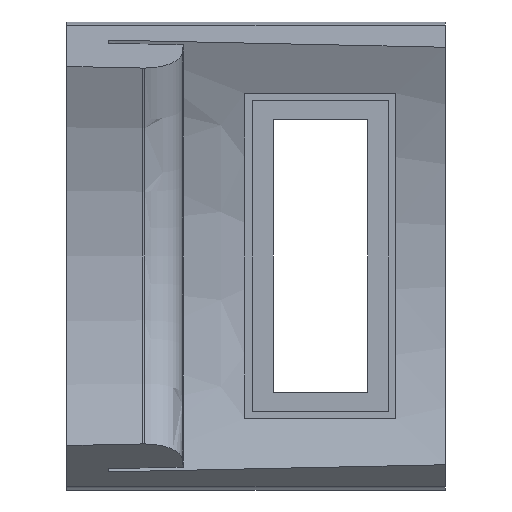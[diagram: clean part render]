
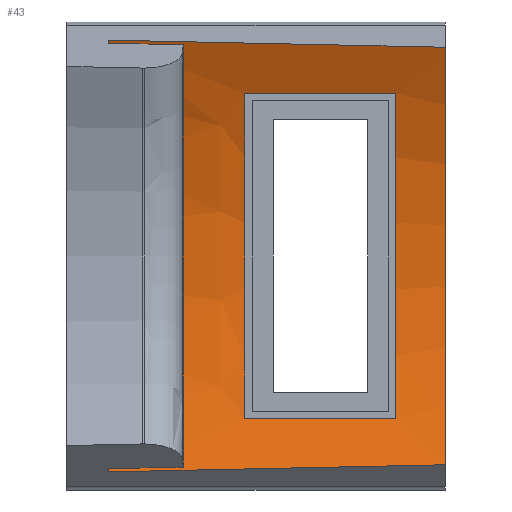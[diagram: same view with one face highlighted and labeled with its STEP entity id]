
A CAD part, left-side view. The second image highlights one B-rep face of the part: STEP entity #43.
In plain terms, the highlighted conical face has half-angle 2.862 degrees and reference radius 135.05 mm.
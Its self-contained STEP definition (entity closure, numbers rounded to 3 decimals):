
#5 = CARTESIAN_POINT ( 'NONE',  ( 125.417, -48.333, -43. ) ) ;
#33 = DIRECTION ( 'NONE',  ( 0., 0., -1. ) ) ;
#43 = ADVANCED_FACE ( 'NONE', ( #1230, #788 ), #986, .F. ) ;
#71 = CARTESIAN_POINT ( 'NONE',  ( 118.364, -88., -55.194 ) ) ;
#92 = EDGE_CURVE ( 'NONE', #839, #750, #271, .T. ) ;
#110 = B_SPLINE_CURVE_WITH_KNOTS ( 'NONE', 3,
 ( #1060, #1401, #592, #746 ),
 .UNSPECIFIED., .F., .F.,
 ( 4, 4 ),
 ( 0.043, 0.083 ),
 .UNSPECIFIED. ) ;
#124 = CARTESIAN_POINT ( 'NONE',  ( 126.121, -35., -43. ) ) ;
#146 = CARTESIAN_POINT ( 'NONE',  ( 118.364, -88., 55.194 ) ) ;
#173 = AXIS2_PLACEMENT_3D ( 'NONE', #1260, #248, #256 ) ;
#220 = CIRCLE ( 'NONE', #1404, 133.25 ) ;
#227 = AXIS2_PLACEMENT_3D ( 'NONE', #1240, #1344, #904 ) ;
#238 = EDGE_CURVE ( 'NONE', #505, #1282, #808, .T. ) ;
#248 = DIRECTION ( 'NONE',  ( 0., -1., 0. ) ) ;
#256 = DIRECTION ( 'NONE',  ( 0., 0., -1. ) ) ;
#271 = B_SPLINE_CURVE_WITH_KNOTS ( 'NONE', 3,
 ( #892, #1009, #5, #124 ),
 .UNSPECIFIED., .F., .F.,
 ( 4, 4 ),
 ( 0.043, 0.083 ),
 .UNSPECIFIED. ) ;
#303 = VERTEX_POINT ( 'NONE', #648 ) ;
#317 = VERTEX_POINT ( 'NONE', #1323 ) ;
#389 = DIRECTION ( 'NONE',  ( -0.045, -0.999, 0.021 ) ) ;
#469 = CIRCLE ( 'NONE', #1293, 135.05 ) ;
#503 = CARTESIAN_POINT ( 'NONE',  ( 0., 1., 0. ) ) ;
#505 = VERTEX_POINT ( 'NONE', #1149 ) ;
#592 = CARTESIAN_POINT ( 'NONE',  ( 124.712, -61.667, 43. ) ) ;
#617 = ORIENTED_EDGE ( 'NONE', *, *, #812, .F. ) ;
#648 = CARTESIAN_POINT ( 'NONE',  ( 122.397, 1., -57.075 ) ) ;
#661 = DIRECTION ( 'NONE',  ( 0., 0., 1. ) ) ;
#700 = EDGE_CURVE ( 'NONE', #317, #1282, #1386, .T. ) ;
#722 = CARTESIAN_POINT ( 'NONE',  ( 124.006, -75., -43. ) ) ;
#741 = VECTOR ( 'NONE', #1153, 1000. ) ;
#743 = ORIENTED_EDGE ( 'NONE', *, *, #238, .T. ) ;
#746 = CARTESIAN_POINT ( 'NONE',  ( 124.006, -75., 43. ) ) ;
#750 = VERTEX_POINT ( 'NONE', #846 ) ;
#761 = EDGE_LOOP ( 'NONE', ( #617, #1135, #743, #996 ) ) ;
#772 = ORIENTED_EDGE ( 'NONE', *, *, #785, .T. ) ;
#785 = EDGE_CURVE ( 'NONE', #1041, #866, #110, .T. ) ;
#788 = FACE_BOUND ( 'NONE', #1066, .T. ) ;
#792 = EDGE_CURVE ( 'NONE', #303, #505, #1258, .T. ) ;
#808 = CIRCLE ( 'NONE', #173, 130.6 ) ;
#812 = EDGE_CURVE ( 'NONE', #303, #317, #469, .T. ) ;
#824 = EDGE_CURVE ( 'NONE', #750, #1041, #220, .T. ) ;
#839 = VERTEX_POINT ( 'NONE', #722 ) ;
#846 = CARTESIAN_POINT ( 'NONE',  ( 126.121, -35., -43. ) ) ;
#866 = VERTEX_POINT ( 'NONE', #1150 ) ;
#871 = ORIENTED_EDGE ( 'NONE', *, *, #92, .T. ) ;
#892 = CARTESIAN_POINT ( 'NONE',  ( 124.006, -75., -43. ) ) ;
#904 = DIRECTION ( 'NONE',  ( 0., 0., 1. ) ) ;
#924 = ORIENTED_EDGE ( 'NONE', *, *, #1065, .T. ) ;
#952 = DIRECTION ( 'NONE',  ( 0., -1., 0. ) ) ;
#954 = DIRECTION ( 'NONE',  ( 0., -1., 0. ) ) ;
#978 = AXIS2_PLACEMENT_3D ( 'NONE', #1413, #1406, #661 ) ;
#986 = CONICAL_SURFACE ( 'NONE', #227, 135.05, 0.05 ) ;
#996 = ORIENTED_EDGE ( 'NONE', *, *, #700, .F. ) ;
#1009 = CARTESIAN_POINT ( 'NONE',  ( 124.712, -61.667, -43. ) ) ;
#1041 = VERTEX_POINT ( 'NONE', #1196 ) ;
#1060 = CARTESIAN_POINT ( 'NONE',  ( 126.121, -35., 43. ) ) ;
#1065 = EDGE_CURVE ( 'NONE', #866, #839, #1410, .T. ) ;
#1066 = EDGE_LOOP ( 'NONE', ( #871, #1269, #772, #924 ) ) ;
#1135 = ORIENTED_EDGE ( 'NONE', *, *, #792, .T. ) ;
#1145 = VECTOR ( 'NONE', #389, 1000. ) ;
#1149 = CARTESIAN_POINT ( 'NONE',  ( 118.364, -88., -55.194 ) ) ;
#1150 = CARTESIAN_POINT ( 'NONE',  ( 124.006, -75., 43. ) ) ;
#1153 = DIRECTION ( 'NONE',  ( -0.045, -0.999, -0.021 ) ) ;
#1183 = DIRECTION ( 'NONE',  ( 0., 0., -1. ) ) ;
#1196 = CARTESIAN_POINT ( 'NONE',  ( 126.121, -35., 43. ) ) ;
#1230 = FACE_OUTER_BOUND ( 'NONE', #761, .T. ) ;
#1240 = CARTESIAN_POINT ( 'NONE',  ( 0., 1., 0. ) ) ;
#1256 = CARTESIAN_POINT ( 'NONE',  ( 0., -35., 0. ) ) ;
#1258 = LINE ( 'NONE', #71, #1145 ) ;
#1260 = CARTESIAN_POINT ( 'NONE',  ( 0., -88., 0. ) ) ;
#1269 = ORIENTED_EDGE ( 'NONE', *, *, #824, .T. ) ;
#1282 = VERTEX_POINT ( 'NONE', #146 ) ;
#1293 = AXIS2_PLACEMENT_3D ( 'NONE', #503, #954, #1183 ) ;
#1323 = CARTESIAN_POINT ( 'NONE',  ( 122.397, 1., 57.075 ) ) ;
#1344 = DIRECTION ( 'NONE',  ( 0., 1., 0. ) ) ;
#1371 = CARTESIAN_POINT ( 'NONE',  ( 118.364, -88., 55.194 ) ) ;
#1386 = LINE ( 'NONE', #1371, #741 ) ;
#1401 = CARTESIAN_POINT ( 'NONE',  ( 125.417, -48.333, 43. ) ) ;
#1404 = AXIS2_PLACEMENT_3D ( 'NONE', #1256, #952, #33 ) ;
#1406 = DIRECTION ( 'NONE',  ( 0., 1., 0. ) ) ;
#1410 = CIRCLE ( 'NONE', #978, 131.25 ) ;
#1413 = CARTESIAN_POINT ( 'NONE',  ( 0., -75., 0. ) ) ;
